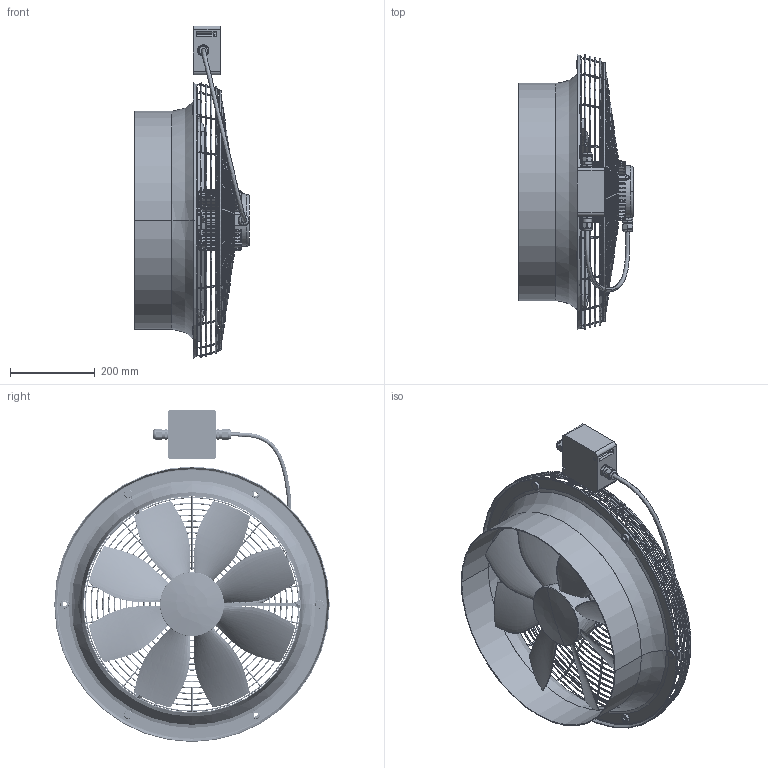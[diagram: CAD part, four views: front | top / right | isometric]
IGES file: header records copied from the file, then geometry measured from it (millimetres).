
Start section: Elysium IGES Interface
Global section: file name: 84H0094.0213_DZS_50_6_B_Ex_t.igs; native system: PTC Creo Elements/Direct Modeling 19.0C  15-Aug-2015; preprocessor: Creo Element/Direct IGES_3D V2.2; author: Unknown; organization: Unknown; date: 20221130.091921; units: millimetre
Bounding box: 271 x 650 x 783.51 mm (x, y, z)
Volume: 5359393.7 mm3; surface area: 1660004.6 mm2
Topology: 21 solids, 23 shells, 1657 faces, 4175 edges, 2546 vertices
Faces by surface type: bspline 1657
